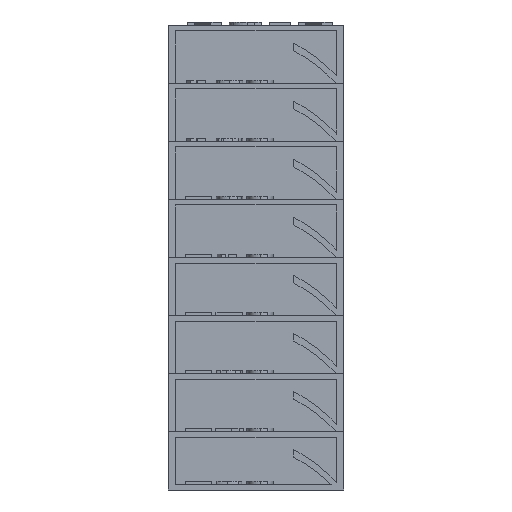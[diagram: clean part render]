
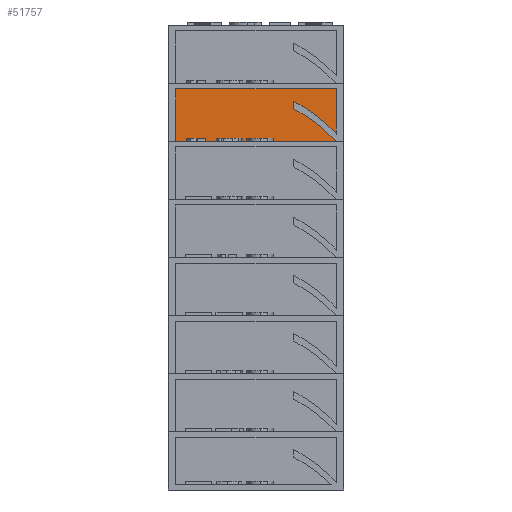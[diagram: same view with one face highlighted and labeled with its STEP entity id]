
A CAD part, front view. The second image highlights one B-rep face of the part: STEP entity #51757.
In plain terms, the highlighted planar face has unit normal (0, -1, 0).
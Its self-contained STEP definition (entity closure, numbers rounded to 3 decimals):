
#50814 = PLANE('',#50815);
#50815 = AXIS2_PLACEMENT_3D('',#50816,#50817,#50818);
#50816 = CARTESIAN_POINT('',(0.,2.331,59.4));
#50817 = DIRECTION('',(0.,0.,1.));
#50818 = DIRECTION('',(1.,0.,0.));
#50951 = VERTEX_POINT('',#50952);
#50952 = CARTESIAN_POINT('',(13.7,3.7,59.4));
#50966 = PLANE('',#50967);
#50967 = AXIS2_PLACEMENT_3D('',#50968,#50969,#50970);
#50968 = CARTESIAN_POINT('',(13.7,-5.,59.4));
#50969 = DIRECTION('',(-1.,0.,0.));
#50970 = DIRECTION('',(0.,1.,0.));
#50978 = EDGE_CURVE('',#50951,#50979,#50981,.T.);
#50979 = VERTEX_POINT('',#50980);
#50980 = CARTESIAN_POINT('',(-13.7,3.7,59.4));
#50981 = SURFACE_CURVE('',#50982,(#50986,#50993),.PCURVE_S1.);
#50982 = LINE('',#50983,#50984);
#50983 = CARTESIAN_POINT('',(13.7,3.7,59.4));
#50984 = VECTOR('',#50985,1.);
#50985 = DIRECTION('',(-1.,0.,0.));
#50986 = PCURVE('',#50814,#50987);
#50987 = DEFINITIONAL_REPRESENTATION('',(#50988),#50992);
#50988 = LINE('',#50989,#50990);
#50989 = CARTESIAN_POINT('',(13.7,1.369));
#50990 = VECTOR('',#50991,1.);
#50991 = DIRECTION('',(-1.,0.));
#50992 = ( GEOMETRIC_REPRESENTATION_CONTEXT(2) 
PARAMETRIC_REPRESENTATION_CONTEXT() REPRESENTATION_CONTEXT('2D SPACE',''
  ) );
#50993 = PCURVE('',#50994,#50999);
#50994 = PLANE('',#50995);
#50995 = AXIS2_PLACEMENT_3D('',#50996,#50997,#50998);
#50996 = CARTESIAN_POINT('',(13.7,3.7,59.4));
#50997 = DIRECTION('',(0.,-1.,0.));
#50998 = DIRECTION('',(-1.,0.,0.));
#50999 = DEFINITIONAL_REPRESENTATION('',(#51000),#51004);
#51000 = LINE('',#51001,#51002);
#51001 = CARTESIAN_POINT('',(0.,-0.));
#51002 = VECTOR('',#51003,1.);
#51003 = DIRECTION('',(1.,0.));
#51004 = ( GEOMETRIC_REPRESENTATION_CONTEXT(2) 
PARAMETRIC_REPRESENTATION_CONTEXT() REPRESENTATION_CONTEXT('2D SPACE',''
  ) );
#51022 = PLANE('',#51023);
#51023 = AXIS2_PLACEMENT_3D('',#51024,#51025,#51026);
#51024 = CARTESIAN_POINT('',(-13.7,3.7,59.4));
#51025 = DIRECTION('',(1.,0.,0.));
#51026 = DIRECTION('',(0.,-1.,0.));
#51307 = PLANE('',#51308);
#51308 = AXIS2_PLACEMENT_3D('',#51309,#51310,#51311);
#51309 = CARTESIAN_POINT('',(0.,0.,68.4));
#51310 = DIRECTION('',(0.,0.,1.));
#51311 = DIRECTION('',(1.,0.,0.));
#51714 = VERTEX_POINT('',#51715);
#51715 = CARTESIAN_POINT('',(13.7,3.7,68.4));
#51736 = EDGE_CURVE('',#50951,#51714,#51737,.T.);
#51737 = SURFACE_CURVE('',#51738,(#51742,#51749),.PCURVE_S1.);
#51738 = LINE('',#51739,#51740);
#51739 = CARTESIAN_POINT('',(13.7,3.7,59.4));
#51740 = VECTOR('',#51741,1.);
#51741 = DIRECTION('',(0.,0.,1.));
#51742 = PCURVE('',#50966,#51743);
#51743 = DEFINITIONAL_REPRESENTATION('',(#51744),#51748);
#51744 = LINE('',#51745,#51746);
#51745 = CARTESIAN_POINT('',(8.7,0.));
#51746 = VECTOR('',#51747,1.);
#51747 = DIRECTION('',(0.,-1.));
#51748 = ( GEOMETRIC_REPRESENTATION_CONTEXT(2) 
PARAMETRIC_REPRESENTATION_CONTEXT() REPRESENTATION_CONTEXT('2D SPACE',''
  ) );
#51749 = PCURVE('',#50994,#51750);
#51750 = DEFINITIONAL_REPRESENTATION('',(#51751),#51755);
#51751 = LINE('',#51752,#51753);
#51752 = CARTESIAN_POINT('',(0.,-0.));
#51753 = VECTOR('',#51754,1.);
#51754 = DIRECTION('',(0.,-1.));
#51755 = ( GEOMETRIC_REPRESENTATION_CONTEXT(2) 
PARAMETRIC_REPRESENTATION_CONTEXT() REPRESENTATION_CONTEXT('2D SPACE',''
  ) );
#51757 = ADVANCED_FACE('',(#51758),#50994,.T.);
#51758 = FACE_BOUND('',#51759,.T.);
#51759 = EDGE_LOOP('',(#51760,#51761,#51762,#51785));
#51760 = ORIENTED_EDGE('',*,*,#50978,.F.);
#51761 = ORIENTED_EDGE('',*,*,#51736,.T.);
#51762 = ORIENTED_EDGE('',*,*,#51763,.T.);
#51763 = EDGE_CURVE('',#51714,#51764,#51766,.T.);
#51764 = VERTEX_POINT('',#51765);
#51765 = CARTESIAN_POINT('',(-13.7,3.7,68.4));
#51766 = SURFACE_CURVE('',#51767,(#51771,#51778),.PCURVE_S1.);
#51767 = LINE('',#51768,#51769);
#51768 = CARTESIAN_POINT('',(6.85,3.7,68.4));
#51769 = VECTOR('',#51770,1.);
#51770 = DIRECTION('',(-1.,0.,0.));
#51771 = PCURVE('',#50994,#51772);
#51772 = DEFINITIONAL_REPRESENTATION('',(#51773),#51777);
#51773 = LINE('',#51774,#51775);
#51774 = CARTESIAN_POINT('',(6.85,-9.));
#51775 = VECTOR('',#51776,1.);
#51776 = DIRECTION('',(1.,0.));
#51777 = ( GEOMETRIC_REPRESENTATION_CONTEXT(2) 
PARAMETRIC_REPRESENTATION_CONTEXT() REPRESENTATION_CONTEXT('2D SPACE',''
  ) );
#51778 = PCURVE('',#51307,#51779);
#51779 = DEFINITIONAL_REPRESENTATION('',(#51780),#51784);
#51780 = LINE('',#51781,#51782);
#51781 = CARTESIAN_POINT('',(6.85,3.7));
#51782 = VECTOR('',#51783,1.);
#51783 = DIRECTION('',(-1.,0.));
#51784 = ( GEOMETRIC_REPRESENTATION_CONTEXT(2) 
PARAMETRIC_REPRESENTATION_CONTEXT() REPRESENTATION_CONTEXT('2D SPACE',''
  ) );
#51785 = ORIENTED_EDGE('',*,*,#51786,.F.);
#51786 = EDGE_CURVE('',#50979,#51764,#51787,.T.);
#51787 = SURFACE_CURVE('',#51788,(#51792,#51799),.PCURVE_S1.);
#51788 = LINE('',#51789,#51790);
#51789 = CARTESIAN_POINT('',(-13.7,3.7,59.4));
#51790 = VECTOR('',#51791,1.);
#51791 = DIRECTION('',(0.,0.,1.));
#51792 = PCURVE('',#50994,#51793);
#51793 = DEFINITIONAL_REPRESENTATION('',(#51794),#51798);
#51794 = LINE('',#51795,#51796);
#51795 = CARTESIAN_POINT('',(27.4,0.));
#51796 = VECTOR('',#51797,1.);
#51797 = DIRECTION('',(0.,-1.));
#51798 = ( GEOMETRIC_REPRESENTATION_CONTEXT(2) 
PARAMETRIC_REPRESENTATION_CONTEXT() REPRESENTATION_CONTEXT('2D SPACE',''
  ) );
#51799 = PCURVE('',#51022,#51800);
#51800 = DEFINITIONAL_REPRESENTATION('',(#51801),#51805);
#51801 = LINE('',#51802,#51803);
#51802 = CARTESIAN_POINT('',(0.,0.));
#51803 = VECTOR('',#51804,1.);
#51804 = DIRECTION('',(0.,-1.));
#51805 = ( GEOMETRIC_REPRESENTATION_CONTEXT(2) 
PARAMETRIC_REPRESENTATION_CONTEXT() REPRESENTATION_CONTEXT('2D SPACE',''
  ) );
